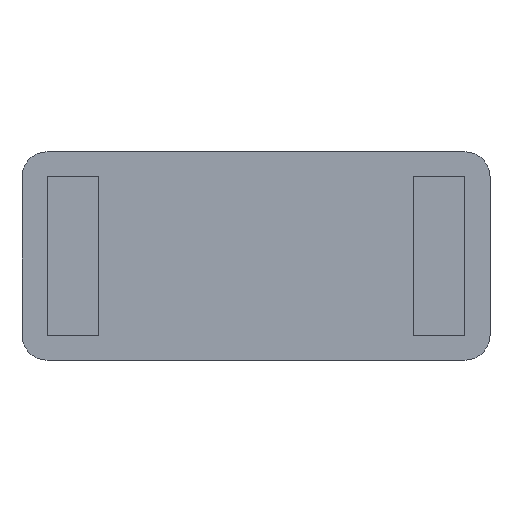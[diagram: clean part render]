
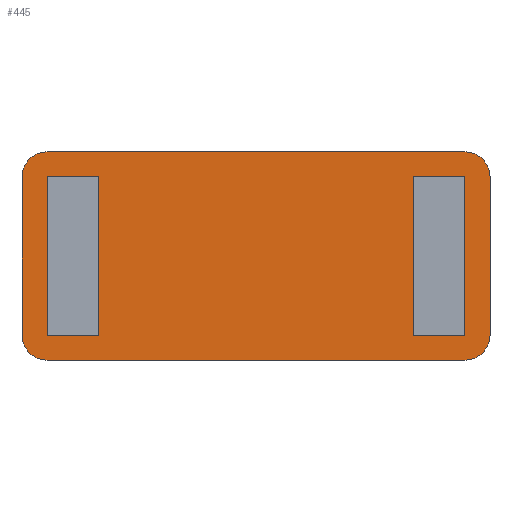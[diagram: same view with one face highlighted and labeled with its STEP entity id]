
A CAD part, top view. The second image highlights one B-rep face of the part: STEP entity #445.
In plain terms, the highlighted planar face has unit normal (0, 0, 1).
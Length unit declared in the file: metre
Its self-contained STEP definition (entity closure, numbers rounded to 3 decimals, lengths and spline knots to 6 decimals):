
#28=CIRCLE('',#491,0.004);
#29=CIRCLE('',#492,0.004);
#30=CIRCLE('',#493,0.004);
#31=CIRCLE('',#494,0.004);
#68=ORIENTED_EDGE('',*,*,#196,.F.);
#69=ORIENTED_EDGE('',*,*,#197,.F.);
#70=ORIENTED_EDGE('',*,*,#198,.T.);
#71=ORIENTED_EDGE('',*,*,#199,.T.);
#72=ORIENTED_EDGE('',*,*,#200,.F.);
#73=ORIENTED_EDGE('',*,*,#201,.F.);
#74=ORIENTED_EDGE('',*,*,#202,.T.);
#75=ORIENTED_EDGE('',*,*,#203,.T.);
#76=ORIENTED_EDGE('',*,*,#187,.T.);
#77=ORIENTED_EDGE('',*,*,#204,.T.);
#78=ORIENTED_EDGE('',*,*,#183,.F.);
#79=ORIENTED_EDGE('',*,*,#205,.T.);
#80=ORIENTED_EDGE('',*,*,#179,.F.);
#81=ORIENTED_EDGE('',*,*,#206,.T.);
#82=ORIENTED_EDGE('',*,*,#175,.T.);
#83=ORIENTED_EDGE('',*,*,#207,.T.);
#175=EDGE_CURVE('',#236,#239,#279,.T.);
#179=EDGE_CURVE('',#243,#240,#283,.T.);
#183=EDGE_CURVE('',#247,#244,#287,.T.);
#187=EDGE_CURVE('',#248,#251,#291,.T.);
#196=EDGE_CURVE('',#260,#261,#296,.T.);
#197=EDGE_CURVE('',#262,#260,#297,.T.);
#198=EDGE_CURVE('',#262,#263,#298,.T.);
#199=EDGE_CURVE('',#263,#261,#299,.T.);
#200=EDGE_CURVE('',#264,#265,#300,.T.);
#201=EDGE_CURVE('',#266,#264,#301,.T.);
#202=EDGE_CURVE('',#266,#267,#302,.T.);
#203=EDGE_CURVE('',#267,#265,#303,.T.);
#204=EDGE_CURVE('',#251,#244,#28,.F.);
#205=EDGE_CURVE('',#247,#240,#29,.F.);
#206=EDGE_CURVE('',#243,#236,#30,.F.);
#207=EDGE_CURVE('',#239,#248,#31,.F.);
#236=VERTEX_POINT('',#674);
#239=VERTEX_POINT('',#679);
#240=VERTEX_POINT('',#683);
#243=VERTEX_POINT('',#688);
#244=VERTEX_POINT('',#692);
#247=VERTEX_POINT('',#697);
#248=VERTEX_POINT('',#701);
#251=VERTEX_POINT('',#706);
#260=VERTEX_POINT('',#727);
#261=VERTEX_POINT('',#728);
#262=VERTEX_POINT('',#730);
#263=VERTEX_POINT('',#732);
#264=VERTEX_POINT('',#735);
#265=VERTEX_POINT('',#736);
#266=VERTEX_POINT('',#738);
#267=VERTEX_POINT('',#740);
#279=LINE('',#680,#323);
#283=LINE('',#689,#327);
#287=LINE('',#698,#331);
#291=LINE('',#707,#335);
#296=LINE('',#726,#340);
#297=LINE('',#729,#341);
#298=LINE('',#731,#342);
#299=LINE('',#733,#343);
#300=LINE('',#734,#344);
#301=LINE('',#737,#345);
#302=LINE('',#739,#346);
#303=LINE('',#741,#347);
#323=VECTOR('',#536,1.);
#327=VECTOR('',#542,1.);
#331=VECTOR('',#548,1.);
#335=VECTOR('',#554,1.);
#340=VECTOR('',#571,1.);
#341=VECTOR('',#572,1.);
#342=VECTOR('',#573,1.);
#343=VECTOR('',#574,1.);
#344=VECTOR('',#575,1.);
#345=VECTOR('',#576,1.);
#346=VECTOR('',#577,1.);
#347=VECTOR('',#578,1.);
#369=EDGE_LOOP('',(#68,#69,#70,#71));
#370=EDGE_LOOP('',(#72,#73,#74,#75));
#371=EDGE_LOOP('',(#76,#77,#78,#79,#80,#81,#82,#83));
#399=FACE_BOUND('',#369,.T.);
#400=FACE_BOUND('',#370,.T.);
#401=FACE_BOUND('',#371,.T.);
#429=PLANE('',#490);
#445=ADVANCED_FACE('',(#399,#400,#401),#429,.F.);
#490=AXIS2_PLACEMENT_3D('',#725,#569,#570);
#491=AXIS2_PLACEMENT_3D('',#742,#579,#580);
#492=AXIS2_PLACEMENT_3D('',#743,#581,#582);
#493=AXIS2_PLACEMENT_3D('',#744,#583,#584);
#494=AXIS2_PLACEMENT_3D('',#745,#585,#586);
#536=DIRECTION('',(-1.,0.,0.));
#542=DIRECTION('',(0.,-1.,0.));
#548=DIRECTION('',(-1.,0.,0.));
#554=DIRECTION('',(0.,-1.,0.));
#569=DIRECTION('',(0.,0.,-1.));
#570=DIRECTION('',(1.,0.,0.));
#571=DIRECTION('',(0.,1.,0.));
#572=DIRECTION('',(1.,0.,0.));
#573=DIRECTION('',(0.,1.,0.));
#574=DIRECTION('',(1.,0.,0.));
#575=DIRECTION('',(0.,1.,0.));
#576=DIRECTION('',(1.,0.,0.));
#577=DIRECTION('',(0.,1.,0.));
#578=DIRECTION('',(1.,0.,0.));
#579=DIRECTION('',(0.,0.,-1.));
#580=DIRECTION('',(-1.,0.,0.));
#581=DIRECTION('',(0.,0.,-1.));
#582=DIRECTION('',(-1.,0.,0.));
#583=DIRECTION('',(0.,0.,-1.));
#584=DIRECTION('',(-1.,0.,0.));
#585=DIRECTION('',(0.,0.,-1.));
#586=DIRECTION('',(-1.,0.,0.));
#674=CARTESIAN_POINT('',(0.0334,0.01665,-0.00755));
#679=CARTESIAN_POINT('',(-0.0334,0.01665,-0.00755));
#680=CARTESIAN_POINT('',(0.,0.01665,-0.00755));
#683=CARTESIAN_POINT('',(0.0374,-0.01265,-0.00755));
#688=CARTESIAN_POINT('',(0.0374,0.01265,-0.00755));
#689=CARTESIAN_POINT('',(0.0374,0.,-0.00755));
#692=CARTESIAN_POINT('',(-0.0334,-0.01665,-0.00755));
#697=CARTESIAN_POINT('',(0.0334,-0.01665,-0.00755));
#698=CARTESIAN_POINT('',(0.,-0.01665,-0.00755));
#701=CARTESIAN_POINT('',(-0.0374,0.01265,-0.00755));
#706=CARTESIAN_POINT('',(-0.0374,-0.01265,-0.00755));
#707=CARTESIAN_POINT('',(-0.0374,0.,-0.00755));
#725=CARTESIAN_POINT('',(0.,0.,-0.00755));
#726=CARTESIAN_POINT('',(0.0334,0.,-0.00755));
#727=CARTESIAN_POINT('',(0.0334,-0.01265,-0.00755));
#728=CARTESIAN_POINT('',(0.0334,0.01265,-0.00755));
#729=CARTESIAN_POINT('',(0.02925,-0.01265,-0.00755));
#730=CARTESIAN_POINT('',(0.0251,-0.01265,-0.00755));
#731=CARTESIAN_POINT('',(0.0251,0.,-0.00755));
#732=CARTESIAN_POINT('',(0.0251,0.01265,-0.00755));
#733=CARTESIAN_POINT('',(0.02925,0.01265,-0.00755));
#734=CARTESIAN_POINT('',(-0.0251,0.,-0.00755));
#735=CARTESIAN_POINT('',(-0.0251,-0.01265,-0.00755));
#736=CARTESIAN_POINT('',(-0.0251,0.01265,-0.00755));
#737=CARTESIAN_POINT('',(-0.02925,-0.01265,-0.00755));
#738=CARTESIAN_POINT('',(-0.0334,-0.01265,-0.00755));
#739=CARTESIAN_POINT('',(-0.0334,0.,-0.00755));
#740=CARTESIAN_POINT('',(-0.0334,0.01265,-0.00755));
#741=CARTESIAN_POINT('',(-0.02925,0.01265,-0.00755));
#742=CARTESIAN_POINT('',(-0.0334,-0.01265,-0.00755));
#743=CARTESIAN_POINT('',(0.0334,-0.01265,-0.00755));
#744=CARTESIAN_POINT('',(0.0334,0.01265,-0.00755));
#745=CARTESIAN_POINT('',(-0.0334,0.01265,-0.00755));
